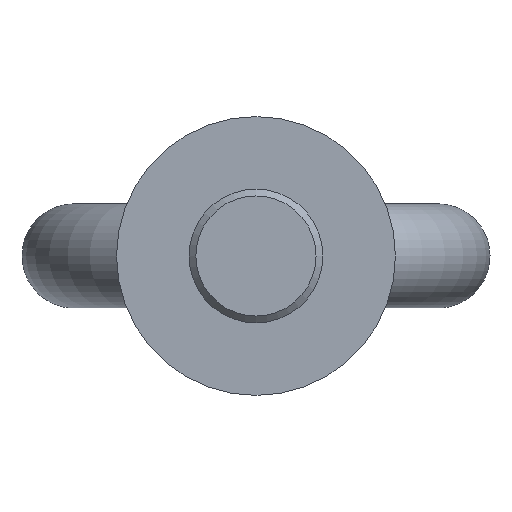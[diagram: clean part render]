
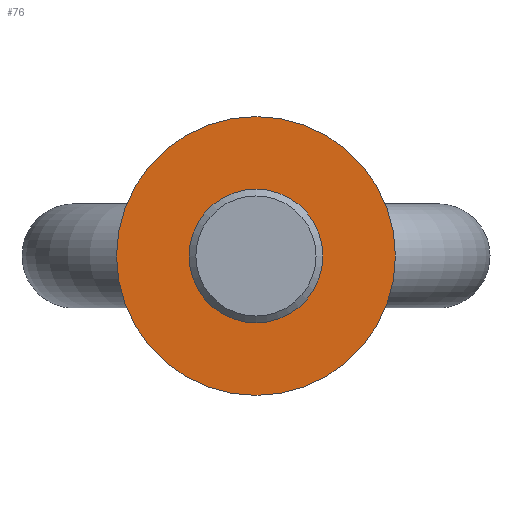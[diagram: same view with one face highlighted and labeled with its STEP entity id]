
A CAD part, front view. The second image highlights one B-rep face of the part: STEP entity #76.
In plain terms, the highlighted planar face has unit normal (0, -1, 0).
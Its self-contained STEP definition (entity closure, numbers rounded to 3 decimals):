
#76 = ADVANCED_FACE( '', ( #89, #90 ), #91, .F. );
#89 = FACE_BOUND( '', #116, .T. );
#90 = FACE_OUTER_BOUND( '', #117, .T. );
#91 = PLANE( '', #118 );
#116 = EDGE_LOOP( '', ( #145 ) );
#117 = EDGE_LOOP( '', ( #146 ) );
#118 = AXIS2_PLACEMENT_3D( '', #147, #148, #149 );
#145 = ORIENTED_EDGE( '', *, *, #202, .F. );
#146 = ORIENTED_EDGE( '', *, *, #203, .T. );
#147 = CARTESIAN_POINT( '', ( 37.5, -64., 0. ) );
#148 = DIRECTION( '', ( 0., 1., 0. ) );
#149 = DIRECTION( '', ( 0., 0., 1. ) );
#202 = EDGE_CURVE( '', #219, #219, #220, .T. );
#203 = EDGE_CURVE( '', #221, #221, #222, .T. );
#219 = VERTEX_POINT( '', #245 );
#220 = CIRCLE( '', #246, 16.16 );
#221 = VERTEX_POINT( '', #247 );
#222 = CIRCLE( '', #248, 37.5 );
#245 = CARTESIAN_POINT( '', ( 0., -64., -16.16 ) );
#246 = AXIS2_PLACEMENT_3D( '', #576, #577, #578 );
#247 = CARTESIAN_POINT( '', ( 0., -64., -37.5 ) );
#248 = AXIS2_PLACEMENT_3D( '', #579, #580, #581 );
#576 = CARTESIAN_POINT( '', ( 0., -64., 0. ) );
#577 = DIRECTION( '', ( 0., -1., 0. ) );
#578 = DIRECTION( '', ( 0., 0., -1. ) );
#579 = CARTESIAN_POINT( '', ( 0., -64., 0. ) );
#580 = DIRECTION( '', ( 0., -1., 0. ) );
#581 = DIRECTION( '', ( 0., 0., -1. ) );
